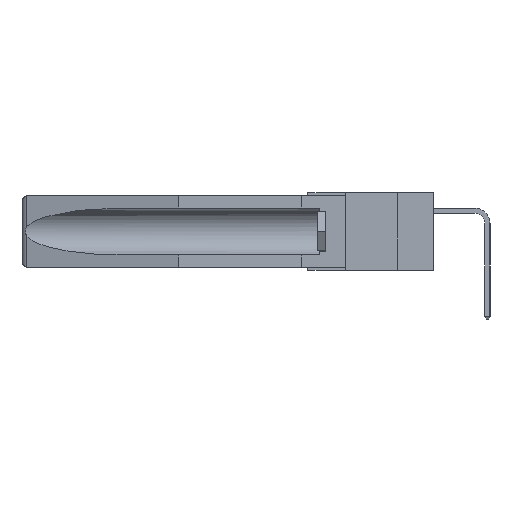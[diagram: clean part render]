
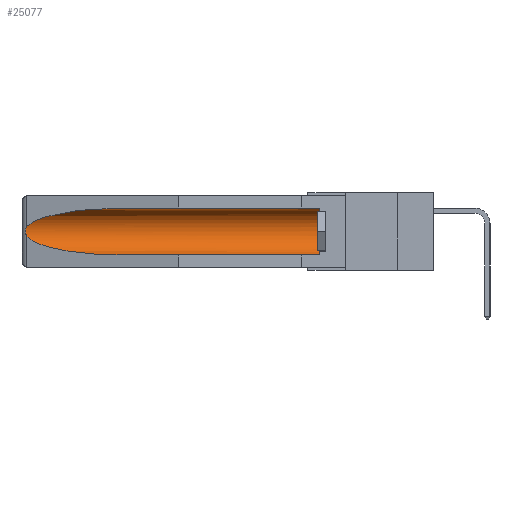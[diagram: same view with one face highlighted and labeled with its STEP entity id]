
A CAD part, left-side view. The second image highlights one B-rep face of the part: STEP entity #25077.
In plain terms, the highlighted cylindrical face has radius 2.857 mm (diameter 5.715 mm), a partial arc.
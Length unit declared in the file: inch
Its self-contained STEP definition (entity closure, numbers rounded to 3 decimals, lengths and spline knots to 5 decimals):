
#9 = AXIS2_PLACEMENT_3D ( 'NONE', #28205, #28326, #7760 ) ;
#118 = DIRECTION ( 'NONE',  ( 0., 1., 0. ) ) ;
#1075 = CARTESIAN_POINT ( 'NONE',  ( 0.26655, 1.53094, -0.18657 ) ) ;
#3180 = LINE ( 'NONE', #22439, #29678 ) ;
#3920 = DIRECTION ( 'NONE',  ( 0., 1., 0. ) ) ;
#4122 = B_SPLINE_CURVE_WITH_KNOTS ( 'NONE', 3,
 ( #31389, #5338, #28716, #21054, #13172, #18364, #5672, #1075, #24936, #14811 ),
 .UNSPECIFIED., .F., .F.,
 ( 4, 2, 2, 2, 4 ),
 ( 0., 0.00029, 0.00058, 0.00087, 0.00117 ),
 .UNSPECIFIED. ) ;
#5338 = CARTESIAN_POINT ( 'NONE',  ( 0.26597, 1.52961, -0.15275 ) ) ;
#5429 = CARTESIAN_POINT ( 'NONE',  ( 0.155, 1.07973, -0.059 ) ) ;
#5672 = CARTESIAN_POINT ( 'NONE',  ( 0.2673, 1.53269, -0.17917 ) ) ;
#6793 = CARTESIAN_POINT ( 'NONE',  ( 0.155, 1.07973, -0.284 ) ) ;
#7760 = DIRECTION ( 'NONE',  ( 0., 0., 1. ) ) ;
#7811 = CARTESIAN_POINT ( 'NONE',  ( 0.155, 1.07973, -0.284 ) ) ;
#8468 = VERTEX_POINT ( 'NONE', #16060 ) ;
#8817 = EDGE_CURVE ( 'NONE', #31579, #10567, #17917, .T. ) ;
#8967 = AXIS2_PLACEMENT_3D ( 'NONE', #21768, #3920, #32222 ) ;
#9374 = CARTESIAN_POINT ( 'NONE',  ( 0.155, 1.07973, -0.059 ) ) ;
#10567 = VERTEX_POINT ( 'NONE', #7811 ) ;
#11937 = CARTESIAN_POINT ( 'NONE',  ( 0.21114, 1.30732, -0.059 ) ) ;
#12050 = CARTESIAN_POINT ( 'NONE',  ( 0.25451, 1.48313, -0.09465 ) ) ;
#12564 = ORIENTED_EDGE ( 'NONE', *, *, #25806, .F. ) ;
#13172 = CARTESIAN_POINT ( 'NONE',  ( 0.2675, 1.53308, -0.16763 ) ) ;
#14329 = ORIENTED_EDGE ( 'NONE', *, *, #8817, .T. ) ;
#14770 = DIRECTION ( 'NONE',  ( 0., 1., 0. ) ) ;
#14811 = CARTESIAN_POINT ( 'NONE',  ( 0.26537, 1.52718, -0.19328 ) ) ;
#16060 = CARTESIAN_POINT ( 'NONE',  ( 0.155, 0.126, -0.284 ) ) ;
#16330 = VERTEX_POINT ( 'NONE', #30859 ) ;
#17917 =( BOUNDED_CURVE ( )  B_SPLINE_CURVE ( 3, ( #27149, #27257, #32410, #6793 ),
 .UNSPECIFIED., .F., .F. ) 
 B_SPLINE_CURVE_WITH_KNOTS ( ( 4, 4 ),
 ( 0.1948, 1.5708 ),
 .UNSPECIFIED. ) 
 CURVE ( )  GEOMETRIC_REPRESENTATION_ITEM ( )  RATIONAL_B_SPLINE_CURVE ( ( 1., 0.848, 0.848, 1. ) ) 
 REPRESENTATION_ITEM ( '' )  );
#18364 = CARTESIAN_POINT ( 'NONE',  ( 0.2675, 1.53308, -0.17534 ) ) ;
#18374 = CIRCLE ( 'NONE', #9, 0.1125 ) ;
#18530 =( BOUNDED_CURVE ( )  B_SPLINE_CURVE ( 3, ( #9374, #11937, #12050, #19827 ),
 .UNSPECIFIED., .F., .F. ) 
 B_SPLINE_CURVE_WITH_KNOTS ( ( 4, 4 ),
 ( 4.71239, 6.08839 ),
 .UNSPECIFIED. ) 
 CURVE ( )  GEOMETRIC_REPRESENTATION_ITEM ( )  RATIONAL_B_SPLINE_CURVE ( ( 1., 0.848, 0.848, 1. ) ) 
 REPRESENTATION_ITEM ( '' )  );
#18939 = CARTESIAN_POINT ( 'NONE',  ( 0.155, 0.126, -0.059 ) ) ;
#19328 = VERTEX_POINT ( 'NONE', #5429 ) ;
#19827 = CARTESIAN_POINT ( 'NONE',  ( 0.26537, 1.52718, -0.14972 ) ) ;
#21054 = CARTESIAN_POINT ( 'NONE',  ( 0.2673, 1.5327, -0.16383 ) ) ;
#21241 = EDGE_CURVE ( 'NONE', #29625, #19328, #32578, .T. ) ;
#21672 = CYLINDRICAL_SURFACE ( 'NONE', #8967, 0.1125 ) ;
#21711 = ORIENTED_EDGE ( 'NONE', *, *, #21241, .T. ) ;
#21768 = CARTESIAN_POINT ( 'NONE',  ( 0.155, -0.30754, -0.1715 ) ) ;
#22238 = CARTESIAN_POINT ( 'NONE',  ( 0.26537, 1.52718, -0.19328 ) ) ;
#22439 = CARTESIAN_POINT ( 'NONE',  ( 0.155, -0.30754, -0.284 ) ) ;
#23077 = ORIENTED_EDGE ( 'NONE', *, *, #27474, .T. ) ;
#24936 = CARTESIAN_POINT ( 'NONE',  ( 0.26597, 1.5296, -0.19026 ) ) ;
#24942 = VECTOR ( 'NONE', #118, 39.37008 ) ;
#25077 = ADVANCED_FACE ( 'NONE', ( #29746 ), #21672, .F. ) ;
#25448 = EDGE_CURVE ( 'NONE', #16330, #31579, #4122, .T. ) ;
#25806 = EDGE_CURVE ( 'NONE', #8468, #10567, #3180, .T. ) ;
#26561 = EDGE_CURVE ( 'NONE', #8468, #29625, #18374, .T. ) ;
#26614 = EDGE_LOOP ( 'NONE', ( #23077, #31974, #14329, #12564, #32960, #21711 ) ) ;
#27149 = CARTESIAN_POINT ( 'NONE',  ( 0.26537, 1.52718, -0.19328 ) ) ;
#27257 = CARTESIAN_POINT ( 'NONE',  ( 0.25451, 1.48313, -0.24835 ) ) ;
#27474 = EDGE_CURVE ( 'NONE', #19328, #16330, #18530, .T. ) ;
#28205 = CARTESIAN_POINT ( 'NONE',  ( 0.155, 0.126, -0.1715 ) ) ;
#28326 = DIRECTION ( 'NONE',  ( 0., -1., 0. ) ) ;
#28716 = CARTESIAN_POINT ( 'NONE',  ( 0.26654, 1.53092, -0.15636 ) ) ;
#29625 = VERTEX_POINT ( 'NONE', #18939 ) ;
#29678 = VECTOR ( 'NONE', #14770, 39.37008 ) ;
#29746 = FACE_OUTER_BOUND ( 'NONE', #26614, .T. ) ;
#30859 = CARTESIAN_POINT ( 'NONE',  ( 0.26537, 1.52718, -0.14972 ) ) ;
#31204 = CARTESIAN_POINT ( 'NONE',  ( 0.155, -0.30754, -0.059 ) ) ;
#31389 = CARTESIAN_POINT ( 'NONE',  ( 0.26537, 1.52718, -0.14972 ) ) ;
#31579 = VERTEX_POINT ( 'NONE', #22238 ) ;
#31974 = ORIENTED_EDGE ( 'NONE', *, *, #25448, .T. ) ;
#32222 = DIRECTION ( 'NONE',  ( 0., 0., 1. ) ) ;
#32410 = CARTESIAN_POINT ( 'NONE',  ( 0.21114, 1.30732, -0.284 ) ) ;
#32578 = LINE ( 'NONE', #31204, #24942 ) ;
#32960 = ORIENTED_EDGE ( 'NONE', *, *, #26561, .T. ) ;
